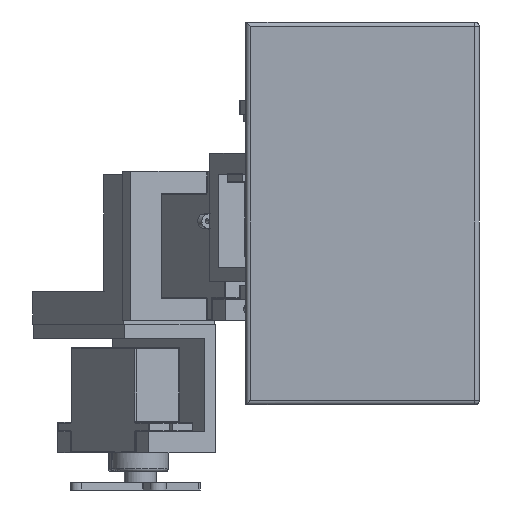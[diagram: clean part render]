
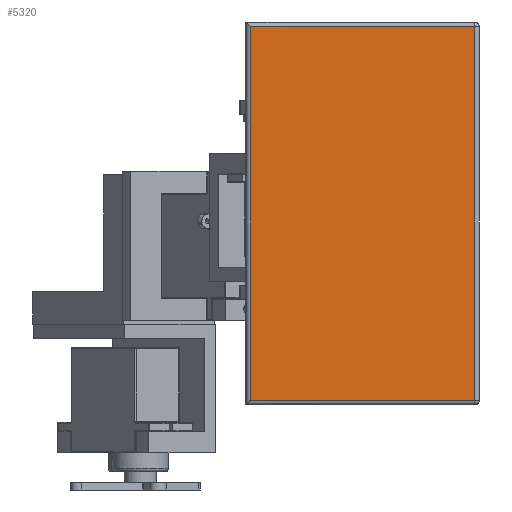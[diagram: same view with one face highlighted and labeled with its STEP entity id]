
A CAD part, front view. The second image highlights one B-rep face of the part: STEP entity #5320.
In plain terms, the highlighted face is planar.
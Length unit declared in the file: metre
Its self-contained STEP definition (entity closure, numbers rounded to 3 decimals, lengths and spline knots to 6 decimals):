
#781=LINE('',#10131,#1117);
#782=LINE('',#10134,#1118);
#783=LINE('',#10136,#1119);
#784=LINE('',#10138,#1120);
#1117=VECTOR('',#8514,1.);
#1118=VECTOR('',#8515,1.);
#1119=VECTOR('',#8516,1.);
#1120=VECTOR('',#8517,1.);
#2361=ORIENTED_EDGE('',*,*,#3104,.T.);
#2362=ORIENTED_EDGE('',*,*,#3105,.T.);
#2363=ORIENTED_EDGE('',*,*,#3106,.T.);
#2364=ORIENTED_EDGE('',*,*,#3107,.T.);
#3104=EDGE_CURVE('',#3585,#3586,#781,.F.);
#3105=EDGE_CURVE('',#3586,#3587,#782,.F.);
#3106=EDGE_CURVE('',#3587,#3588,#783,.T.);
#3107=EDGE_CURVE('',#3588,#3585,#784,.T.);
#3585=VERTEX_POINT('',#10132);
#3586=VERTEX_POINT('',#10133);
#3587=VERTEX_POINT('',#10135);
#3588=VERTEX_POINT('',#10137);
#4386=EDGE_LOOP('',(#2361,#2362,#2363,#2364));
#4890=FACE_BOUND('',#4386,.T.);
#5026=PLANE('',#6980);
#5320=ADVANCED_FACE('',(#4890),#5026,.F.);
#6980=AXIS2_PLACEMENT_3D('',#10130,#8512,#8513);
#8512=DIRECTION('',(0.,-1.,0.));
#8513=DIRECTION('',(1.,0.,0.));
#8514=DIRECTION('',(0.,0.,-1.));
#8515=DIRECTION('',(-1.,0.,0.));
#8516=DIRECTION('',(0.,0.,-1.));
#8517=DIRECTION('',(-1.,0.,0.));
#10130=CARTESIAN_POINT('',(0.004906,0.,-0.000788));
#10131=CARTESIAN_POINT('',(-0.035094,0.,0.024212));
#10132=CARTESIAN_POINT('',(-0.035094,0.,-0.024788));
#10133=CARTESIAN_POINT('',(-0.035094,0.,0.023212));
#10134=CARTESIAN_POINT('',(0.004906,0.,0.023212));
#10135=CARTESIAN_POINT('',(0.044906,0.,0.023212));
#10136=CARTESIAN_POINT('',(0.044906,0.,-0.025788));
#10137=CARTESIAN_POINT('',(0.044906,0.,-0.024788));
#10138=CARTESIAN_POINT('',(-0.036094,0.,-0.024788));
